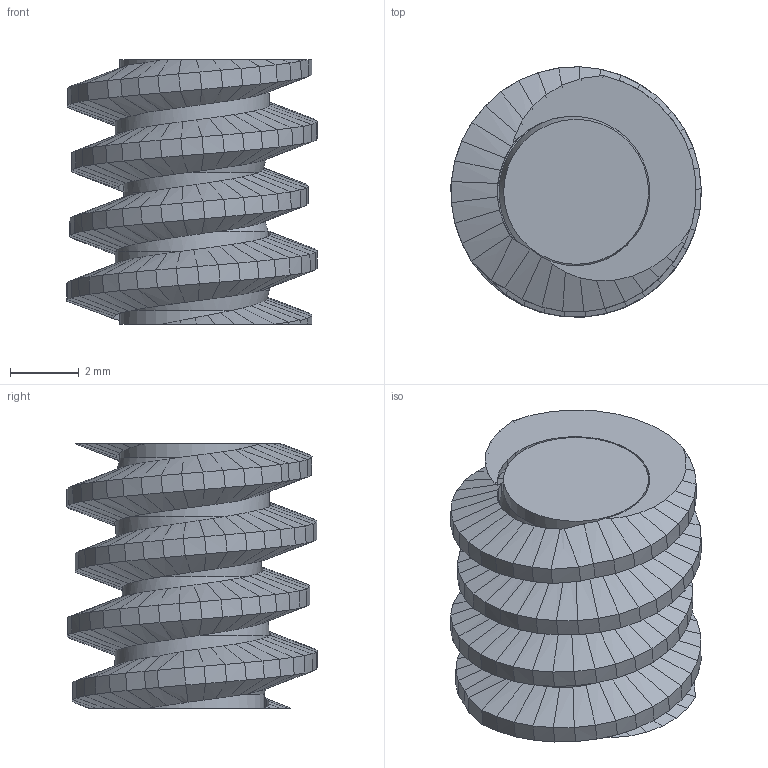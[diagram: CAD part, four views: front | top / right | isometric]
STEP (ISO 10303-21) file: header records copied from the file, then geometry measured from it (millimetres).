
FILE_DESCRIPTION(('Open CASCADE Model'),'2;1');
FILE_NAME('Open CASCADE Shape Model','2026-01-31T23:05:42',('Author'),( 'Open CASCADE'),'Open CASCADE STEP processor 7.8','build123d', 'Unknown');
FILE_SCHEMA(('AUTOMOTIVE_DESIGN { 1 0 10303 214 1 1 1 1 }'));
Length unit declared in the file: millimetre
Products named in the file (1): COMPOUND
Bounding box: 7.3 x 7.29 x 7.7 mm (x, y, z)
Volume: 207.9 mm3; surface area: 461.9 mm2
Topology: 1 solids, 1 shells, 666 faces, 1509 edges, 835 vertices
Faces by surface type: bspline 640, cone 20, plane 4, cylinder 2
Full cylindrical faces by diameter (mm): 4.49 x2
Entity records: 42635 total; most frequent: CARTESIAN_POINT 16419, DIRECTION 3078, ORIENTED_EDGE 3018, PCURVE 3018, DEFINITIONAL_REPRESENTATION 3018, LINE 2972, VECTOR 2972, B_SPLINE_CURVE_WITH_KNOTS 1528
